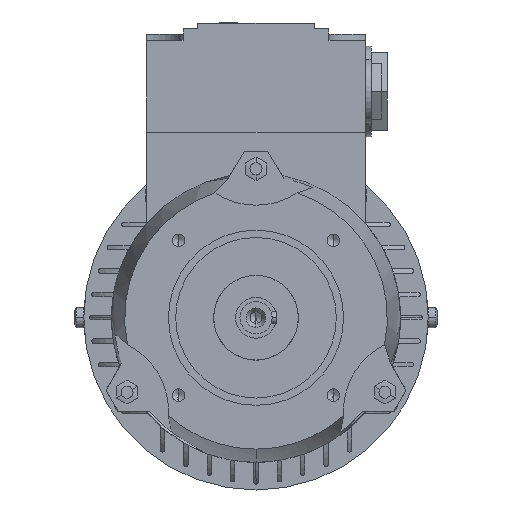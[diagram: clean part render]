
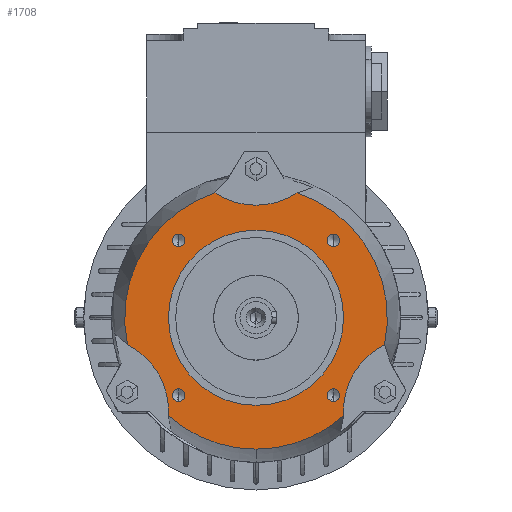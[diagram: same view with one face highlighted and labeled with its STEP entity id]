
A CAD part, left-side view. The second image highlights one B-rep face of the part: STEP entity #1708.
In plain terms, the highlighted planar face has unit normal (-1, 0, 0).
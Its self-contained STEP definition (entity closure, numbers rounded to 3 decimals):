
#1708=ADVANCED_FACE('',(#3458,#3459,#3460,#3461,#3462,#3463),#3464,.T.);
#3458=FACE_OUTER_BOUND('',#5216,.T.);
#3459=FACE_BOUND('',#5217,.T.);
#3460=FACE_BOUND('',#5218,.T.);
#3461=FACE_BOUND('',#5219,.T.);
#3462=FACE_BOUND('',#5220,.T.);
#3463=FACE_BOUND('',#5221,.T.);
#3464=PLANE('',#5222);
#5216=EDGE_LOOP('',(#10443,#10444,#10445,#10446,#10447,#10448,#10449,#10450,#10451,#10452));
#5217=EDGE_LOOP('',(#10453,#10454));
#5218=EDGE_LOOP('',(#10455,#10456));
#5219=EDGE_LOOP('',(#10457,#10458));
#5220=EDGE_LOOP('',(#10459,#10460));
#5221=EDGE_LOOP('',(#10461,#10462));
#5222=AXIS2_PLACEMENT_3D('',#10463,#10464,#10465);
#10443=ORIENTED_EDGE('',*,*,#12601,.T.);
#10444=ORIENTED_EDGE('',*,*,#10590,.T.);
#10445=ORIENTED_EDGE('',*,*,#12634,.F.);
#10446=ORIENTED_EDGE('',*,*,#12631,.T.);
#10447=ORIENTED_EDGE('',*,*,#10585,.T.);
#10448=ORIENTED_EDGE('',*,*,#12635,.F.);
#10449=ORIENTED_EDGE('',*,*,#12636,.T.);
#10450=ORIENTED_EDGE('',*,*,#10580,.T.);
#10451=ORIENTED_EDGE('',*,*,#10598,.F.);
#10452=ORIENTED_EDGE('',*,*,#12588,.F.);
#10453=ORIENTED_EDGE('',*,*,#10607,.T.);
#10454=ORIENTED_EDGE('',*,*,#12578,.T.);
#10455=ORIENTED_EDGE('',*,*,#12576,.T.);
#10456=ORIENTED_EDGE('',*,*,#10610,.T.);
#10457=ORIENTED_EDGE('',*,*,#12574,.T.);
#10458=ORIENTED_EDGE('',*,*,#10615,.T.);
#10459=ORIENTED_EDGE('',*,*,#12572,.T.);
#10460=ORIENTED_EDGE('',*,*,#10620,.T.);
#10461=ORIENTED_EDGE('',*,*,#12570,.T.);
#10462=ORIENTED_EDGE('',*,*,#10625,.T.);
#10463=CARTESIAN_POINT('',(-29.5,0.0,37.5));
#10464=DIRECTION('',(-1.0,-0.0,0.));
#10465=DIRECTION('',(0.,0.0,-1.0));
#10580=EDGE_CURVE('',#12668,#12672,#12674,.T.);
#10585=EDGE_CURVE('',#12677,#12681,#12683,.T.);
#10590=EDGE_CURVE('',#12686,#12690,#12692,.T.);
#10598=EDGE_CURVE('',#12703,#12672,#12706,.T.);
#10607=EDGE_CURVE('',#12716,#12720,#12722,.T.);
#10610=EDGE_CURVE('',#12727,#12724,#12728,.T.);
#10615=EDGE_CURVE('',#12736,#12733,#12737,.T.);
#10620=EDGE_CURVE('',#12745,#12742,#12746,.T.);
#10625=EDGE_CURVE('',#12754,#12751,#12755,.T.);
#12570=EDGE_CURVE('',#12751,#12754,#15626,.T.);
#12572=EDGE_CURVE('',#12742,#12745,#15628,.T.);
#12574=EDGE_CURVE('',#12733,#12736,#15630,.T.);
#12576=EDGE_CURVE('',#12724,#12727,#15632,.T.);
#12578=EDGE_CURVE('',#12720,#12716,#15634,.T.);
#12588=EDGE_CURVE('',#15648,#12703,#15650,.T.);
#12601=EDGE_CURVE('',#15648,#12686,#15667,.T.);
#12631=EDGE_CURVE('',#15708,#12677,#15709,.T.);
#12634=EDGE_CURVE('',#15708,#12690,#15712,.T.);
#12635=EDGE_CURVE('',#15713,#12681,#15714,.T.);
#12636=EDGE_CURVE('',#15713,#12668,#15715,.T.);
#12668=VERTEX_POINT('',#15754);
#12672=VERTEX_POINT('',#15759);
#12674=CIRCLE('',#15766,25.468);
#12677=VERTEX_POINT('',#15769);
#12681=VERTEX_POINT('',#15774);
#12683=CIRCLE('',#15781,25.468);
#12686=VERTEX_POINT('',#15784);
#12690=VERTEX_POINT('',#15789);
#12692=CIRCLE('',#15796,25.468);
#12703=VERTEX_POINT('',#15809);
#12706=CIRCLE('',#15812,45.);
#12716=VERTEX_POINT('',#15825);
#12720=VERTEX_POINT('',#15830);
#12722=CIRCLE('',#15833,30.0);
#12724=VERTEX_POINT('',#15835);
#12727=VERTEX_POINT('',#15839);
#12728=CIRCLE('',#15840,2.15);
#12733=VERTEX_POINT('',#15846);
#12736=VERTEX_POINT('',#15850);
#12737=CIRCLE('',#15851,2.15);
#12742=VERTEX_POINT('',#15857);
#12745=VERTEX_POINT('',#15861);
#12746=CIRCLE('',#15862,2.15);
#12751=VERTEX_POINT('',#15868);
#12754=VERTEX_POINT('',#15872);
#12755=CIRCLE('',#15873,2.15);
#15626=CIRCLE('',#21828,2.15);
#15628=CIRCLE('',#21830,2.15);
#15630=CIRCLE('',#21832,2.15);
#15632=CIRCLE('',#21834,2.15);
#15634=CIRCLE('',#21836,30.0);
#15648=VERTEX_POINT('',#21854);
#15650=CIRCLE('',#21861,45.);
#15667=CIRCLE('',#21883,25.468);
#15708=VERTEX_POINT('',#21939);
#15709=CIRCLE('',#21940,25.468);
#15712=CIRCLE('',#21948,45.);
#15713=VERTEX_POINT('',#21949);
#15714=CIRCLE('',#21950,45.);
#15715=CIRCLE('',#21951,25.468);
#15754=CARTESIAN_POINT('',(-29.5,33.369,-19.266));
#15759=CARTESIAN_POINT('',(-29.5,30.004,-33.538));
#15766=AXIS2_PLACEMENT_3D('',#22013,#22014,#22015);
#15769=CARTESIAN_POINT('',(-29.5,0.,38.532));
#15774=CARTESIAN_POINT('',(-29.5,14.043,42.753));
#15781=AXIS2_PLACEMENT_3D('',#22020,#22021,#22022);
#15784=CARTESIAN_POINT('',(-29.5,-33.369,-19.266));
#15789=CARTESIAN_POINT('',(-29.5,-44.046,-9.215));
#15796=AXIS2_PLACEMENT_3D('',#22027,#22028,#22029);
#15809=CARTESIAN_POINT('',(-29.5,0.,-45.));
#15812=AXIS2_PLACEMENT_3D('',#22041,#22042,#22043);
#15825=CARTESIAN_POINT('',(-29.5,0.0,30.0));
#15830=CARTESIAN_POINT('',(-29.5,0.,-30.0));
#15833=AXIS2_PLACEMENT_3D('',#22058,#22059,#22060);
#15835=CARTESIAN_POINT('',(-29.5,-26.517,24.367));
#15839=CARTESIAN_POINT('',(-29.5,-26.517,28.667));
#15840=AXIS2_PLACEMENT_3D('',#22062,#22063,#22064);
#15846=CARTESIAN_POINT('',(-29.5,-26.517,-28.667));
#15850=CARTESIAN_POINT('',(-29.5,-26.517,-24.367));
#15851=AXIS2_PLACEMENT_3D('',#22070,#22071,#22072);
#15857=CARTESIAN_POINT('',(-29.5,26.517,-28.667));
#15861=CARTESIAN_POINT('',(-29.5,26.517,-24.367));
#15862=AXIS2_PLACEMENT_3D('',#22078,#22079,#22080);
#15868=CARTESIAN_POINT('',(-29.5,26.517,24.367));
#15872=CARTESIAN_POINT('',(-29.5,26.517,28.667));
#15873=AXIS2_PLACEMENT_3D('',#22086,#22087,#22088);
#21828=AXIS2_PLACEMENT_3D('',#24007,#24008,#24009);
#21830=AXIS2_PLACEMENT_3D('',#24010,#24011,#24012);
#21832=AXIS2_PLACEMENT_3D('',#24013,#24014,#24015);
#21834=AXIS2_PLACEMENT_3D('',#24016,#24017,#24018);
#21836=AXIS2_PLACEMENT_3D('',#24019,#24020,#24021);
#21854=CARTESIAN_POINT('',(-29.5,-30.004,-33.538));
#21861=AXIS2_PLACEMENT_3D('',#24032,#24033,#24034);
#21883=AXIS2_PLACEMENT_3D('',#24049,#24050,#24051);
#21939=CARTESIAN_POINT('',(-29.5,-14.043,42.753));
#21940=AXIS2_PLACEMENT_3D('',#24088,#24089,#24090);
#21948=AXIS2_PLACEMENT_3D('',#24091,#24092,#24093);
#21949=CARTESIAN_POINT('',(-29.5,44.046,-9.215));
#21950=AXIS2_PLACEMENT_3D('',#24094,#24095,#24096);
#21951=AXIS2_PLACEMENT_3D('',#24097,#24098,#24099);
#22013=CARTESIAN_POINT('',(-29.5,55.426,-32.0));
#22014=DIRECTION('',(1.0,0.,0.));
#22015=DIRECTION('',(0.,0.866,-0.5));
#22020=CARTESIAN_POINT('',(-29.5,0.0,64.0));
#22021=DIRECTION('',(1.0,0.0,0.));
#22022=DIRECTION('',(0.,0.0,1.0));
#22027=CARTESIAN_POINT('',(-29.5,-55.426,-32.0));
#22028=DIRECTION('',(1.0,0.,0.));
#22029=DIRECTION('',(0.,-0.866,-0.5));
#22041=CARTESIAN_POINT('',(-29.5,0.0,0.0));
#22042=DIRECTION('',(1.0,0.0,-0.0));
#22043=DIRECTION('',(0.0,0.0,1.0));
#22058=CARTESIAN_POINT('',(-29.5,0.0,0.0));
#22059=DIRECTION('',(1.0,0.0,-0.0));
#22060=DIRECTION('',(0.0,0.0,1.0));
#22062=CARTESIAN_POINT('',(-29.5,-26.517,26.517));
#22063=DIRECTION('',(1.0,0.0,0.));
#22064=DIRECTION('',(0.,0.0,-1.0));
#22070=CARTESIAN_POINT('',(-29.5,-26.517,-26.517));
#22071=DIRECTION('',(1.0,0.0,0.));
#22072=DIRECTION('',(0.,0.0,-1.0));
#22078=CARTESIAN_POINT('',(-29.5,26.517,-26.517));
#22079=DIRECTION('',(1.0,0.0,0.));
#22080=DIRECTION('',(0.,0.0,-1.0));
#22086=CARTESIAN_POINT('',(-29.5,26.517,26.517));
#22087=DIRECTION('',(1.0,0.0,0.));
#22088=DIRECTION('',(0.,0.0,-1.0));
#24007=CARTESIAN_POINT('',(-29.5,26.517,26.517));
#24008=DIRECTION('',(1.0,0.0,0.));
#24009=DIRECTION('',(0.,0.0,-1.0));
#24010=CARTESIAN_POINT('',(-29.5,26.517,-26.517));
#24011=DIRECTION('',(1.0,0.0,0.));
#24012=DIRECTION('',(0.,0.0,-1.0));
#24013=CARTESIAN_POINT('',(-29.5,-26.517,-26.517));
#24014=DIRECTION('',(1.0,0.0,0.));
#24015=DIRECTION('',(0.,0.0,-1.0));
#24016=CARTESIAN_POINT('',(-29.5,-26.517,26.517));
#24017=DIRECTION('',(1.0,0.0,0.));
#24018=DIRECTION('',(0.,0.0,-1.0));
#24019=CARTESIAN_POINT('',(-29.5,0.0,0.0));
#24020=DIRECTION('',(1.0,0.0,-0.0));
#24021=DIRECTION('',(0.0,0.0,1.0));
#24032=CARTESIAN_POINT('',(-29.5,0.0,0.0));
#24033=DIRECTION('',(1.0,0.0,-0.0));
#24034=DIRECTION('',(0.0,0.0,1.0));
#24049=CARTESIAN_POINT('',(-29.5,-55.426,-32.0));
#24050=DIRECTION('',(1.0,0.,0.));
#24051=DIRECTION('',(0.,-0.866,-0.5));
#24088=CARTESIAN_POINT('',(-29.5,0.0,64.0));
#24089=DIRECTION('',(1.0,0.0,0.));
#24090=DIRECTION('',(0.,0.0,1.0));
#24091=CARTESIAN_POINT('',(-29.5,0.0,0.0));
#24092=DIRECTION('',(1.0,0.0,-0.0));
#24093=DIRECTION('',(0.0,0.0,1.0));
#24094=CARTESIAN_POINT('',(-29.5,0.0,0.0));
#24095=DIRECTION('',(1.0,0.0,-0.0));
#24096=DIRECTION('',(0.0,0.0,1.0));
#24097=CARTESIAN_POINT('',(-29.5,55.426,-32.0));
#24098=DIRECTION('',(1.0,0.,0.));
#24099=DIRECTION('',(0.,0.866,-0.5));
